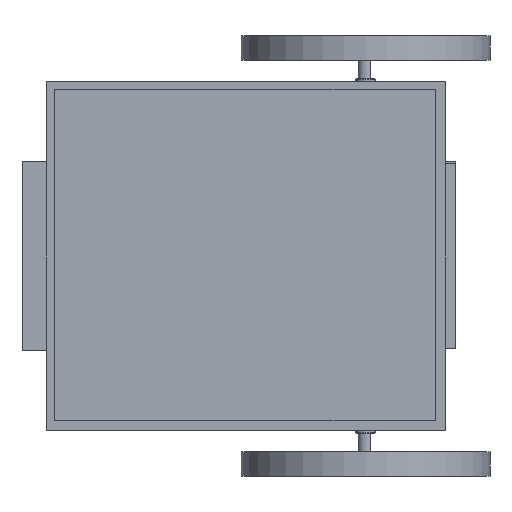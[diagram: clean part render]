
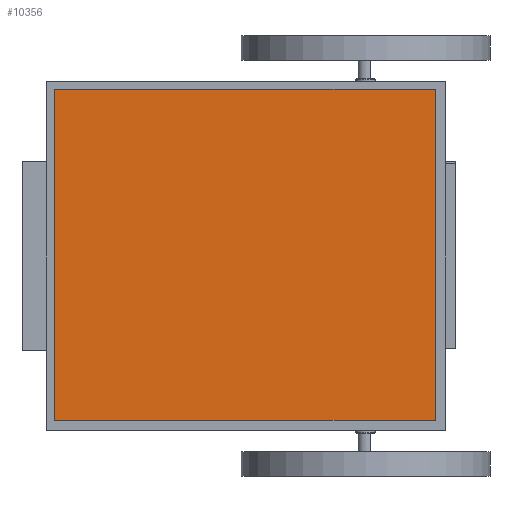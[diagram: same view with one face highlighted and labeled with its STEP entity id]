
A CAD part, front view. The second image highlights one B-rep face of the part: STEP entity #10356.
In plain terms, the highlighted planar face has unit normal (0, -1, 0).
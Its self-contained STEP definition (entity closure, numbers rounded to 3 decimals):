
#917=PLANE('',#11157);
#1929=LINE('',#19911,#3004);
#1932=LINE('',#19917,#3007);
#1935=LINE('',#19923,#3010);
#1938=LINE('',#19927,#3013);
#3004=VECTOR('',#13527,10.);
#3007=VECTOR('',#13532,10.);
#3010=VECTOR('',#13537,10.);
#3013=VECTOR('',#13542,10.);
#3705=FACE_OUTER_BOUND('',#4326,.T.);
#4326=EDGE_LOOP('',(#9639,#9640,#9641,#9642));
#5474=VERTEX_POINT('',#19908);
#5475=VERTEX_POINT('',#19910);
#5477=VERTEX_POINT('',#19916);
#5479=VERTEX_POINT('',#19922);
#6869=EDGE_CURVE('',#5475,#5474,#1929,.T.);
#6872=EDGE_CURVE('',#5477,#5475,#1932,.T.);
#6875=EDGE_CURVE('',#5479,#5477,#1935,.T.);
#6878=EDGE_CURVE('',#5474,#5479,#1938,.T.);
#9639=ORIENTED_EDGE('',*,*,#6878,.T.);
#9640=ORIENTED_EDGE('',*,*,#6875,.T.);
#9641=ORIENTED_EDGE('',*,*,#6872,.T.);
#9642=ORIENTED_EDGE('',*,*,#6869,.T.);
#10356=ADVANCED_FACE('',(#3705),#917,.T.);
#11157=AXIS2_PLACEMENT_3D('',#19928,#13543,#13544);
#13527=DIRECTION('',(0.,0.,1.));
#13532=DIRECTION('',(1.,0.,0.));
#13537=DIRECTION('',(0.,0.,-1.));
#13542=DIRECTION('',(-1.,0.,0.));
#13543=DIRECTION('center_axis',(0.,-1.,0.));
#13544=DIRECTION('ref_axis',(0.,0.,-1.));
#19908=CARTESIAN_POINT('',(78.,-45.,68.5));
#19910=CARTESIAN_POINT('',(78.,-45.,2.));
#19911=CARTESIAN_POINT('',(78.,-45.,68.5));
#19916=CARTESIAN_POINT('',(1.5,-45.,2.));
#19917=CARTESIAN_POINT('',(78.,-45.,2.));
#19922=CARTESIAN_POINT('',(1.5,-45.,68.5));
#19923=CARTESIAN_POINT('',(1.5,-45.,2.));
#19927=CARTESIAN_POINT('',(1.5,-45.,68.5));
#19928=CARTESIAN_POINT('Origin',(39.75,-45.,35.25));
